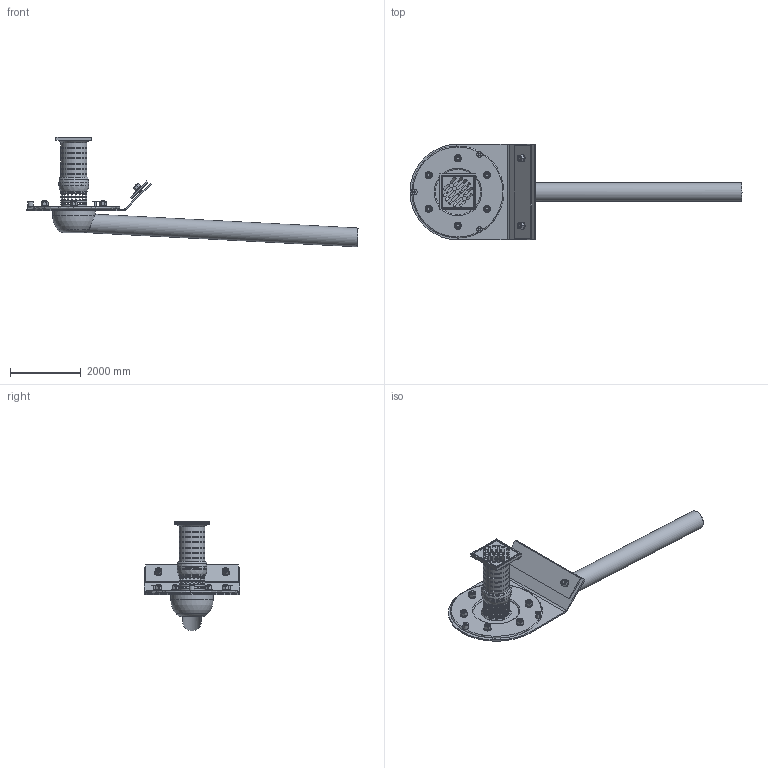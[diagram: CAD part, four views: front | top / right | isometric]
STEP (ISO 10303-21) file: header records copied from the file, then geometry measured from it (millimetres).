
FILE_DESCRIPTION(/* description */ (''),/* implementation_level */ '2;1');
FILE_NAME(/* name */ '01570.050X_3D.stp',/* time_stamp */ '2024-12-11T13:29:26+01:00',/* author */ ('CAD'),/* organization */ (''),/* preprocessor_version */ 'ST-DEVELOPER v20',/* originating_system */ 'AutoCAD Mechanical',/* authorisation */ '');
FILE_SCHEMA (('AUTOMOTIVE_DESIGN { 1 0 10303 214 3 1 1 }'));
Length unit declared in the file: centimetre
Products named in the file (1): Product
Bounding box: 9362.89 x 2700 x 3091.71 mm (x, y, z)
Volume: 1163877142.5 mm3; surface area: 84642915.7 mm2
Topology: 36 solids, 36 shells, 1190 faces, 3091 edges, 1982 vertices
Faces by surface type: plane 796, cone 198, cylinder 145, torus 27, sphere 12, bspline 12
Full cylindrical faces by diameter (mm): 60 x3, 100 x8, 120 x8, 130 x8, 160 x8, 200 x8, 500 x1, 530 x2, 700 x1, 720 x8, 730 x12, 785 x1, 808 x2, 810 x2, 832 x2, 842 x1, 1170 x1, 1200 x1
Entity records: 39508 total; most frequent: CARTESIAN_POINT 8876, DIRECTION 6491, ORIENTED_EDGE 6166, EDGE_CURVE 3083, AXIS2_PLACEMENT_3D 2370, VERTEX_POINT 1982, LINE 1751, VECTOR 1751
